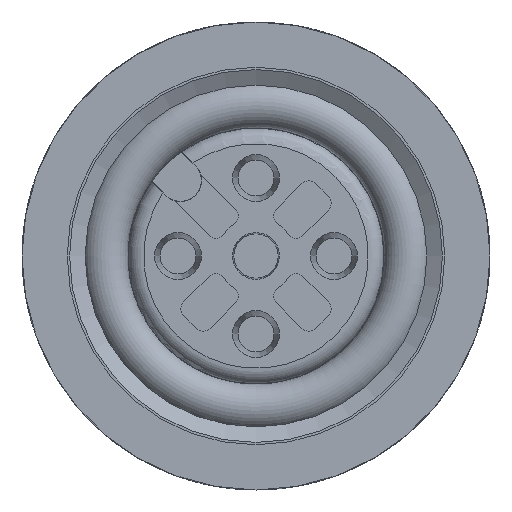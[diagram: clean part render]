
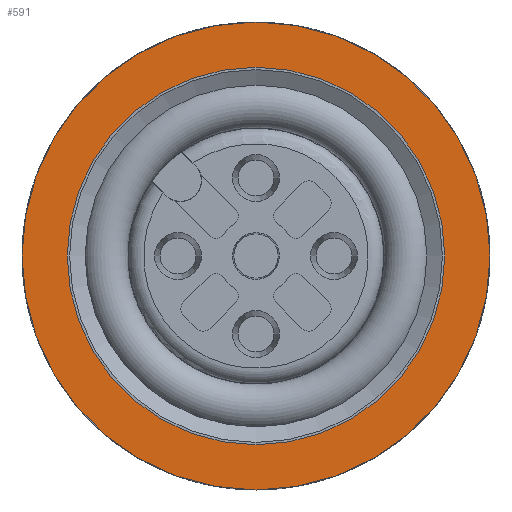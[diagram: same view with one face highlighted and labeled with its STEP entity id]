
A CAD part, front view. The second image highlights one B-rep face of the part: STEP entity #591.
In plain terms, the highlighted planar face has unit normal (0, -1, 0).
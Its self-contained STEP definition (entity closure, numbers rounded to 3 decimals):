
#591=ADVANCED_FACE('',(#786,#787),#705,.T.);
#705=PLANE('',#2552);
#786=FACE_BOUND('',#947,.T.);
#787=FACE_BOUND('',#948,.T.);
#947=EDGE_LOOP('',(#1331));
#948=EDGE_LOOP('',(#1332));
#1331=ORIENTED_EDGE('',*,*,#2070,.F.);
#1332=ORIENTED_EDGE('',*,*,#2071,.T.);
#1804=VERTEX_POINT('',#3784);
#1805=VERTEX_POINT('',#3787);
#2070=EDGE_CURVE('',#1804,#1804,#2332,.T.);
#2071=EDGE_CURVE('',#1805,#1805,#2333,.T.);
#2332=CIRCLE('',#2549,6.05);
#2333=CIRCLE('',#2551,7.5);
#2549=AXIS2_PLACEMENT_3D('',#3783,#3045,#3046);
#2551=AXIS2_PLACEMENT_3D('',#3786,#3049,#3050);
#2552=AXIS2_PLACEMENT_3D('',#3788,#3051,#3052);
#3045=DIRECTION('',(0.,-1.,0.));
#3046=DIRECTION('',(0.,0.,-1.));
#3049=DIRECTION('',(0.,-1.,0.));
#3050=DIRECTION('',(0.,0.,-1.));
#3051=DIRECTION('',(0.,-1.,0.));
#3052=DIRECTION('',(0.,0.,-1.));
#3783=CARTESIAN_POINT('',(0.,-74.299,-75.172));
#3784=CARTESIAN_POINT('',(0.,-74.299,-81.222));
#3786=CARTESIAN_POINT('',(0.,-74.299,-75.172));
#3787=CARTESIAN_POINT('',(0.,-74.299,-82.672));
#3788=CARTESIAN_POINT('',(0.,-74.299,-69.122));
